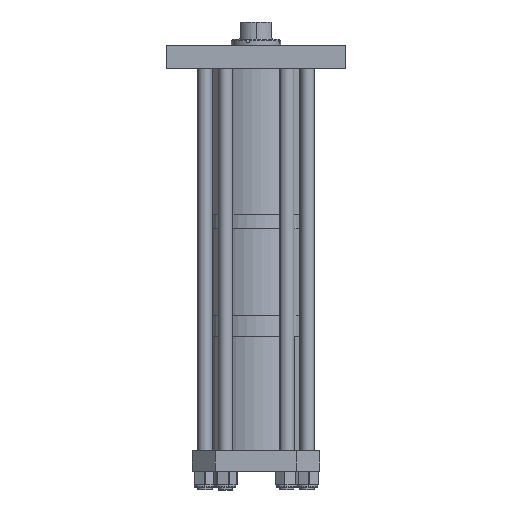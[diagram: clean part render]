
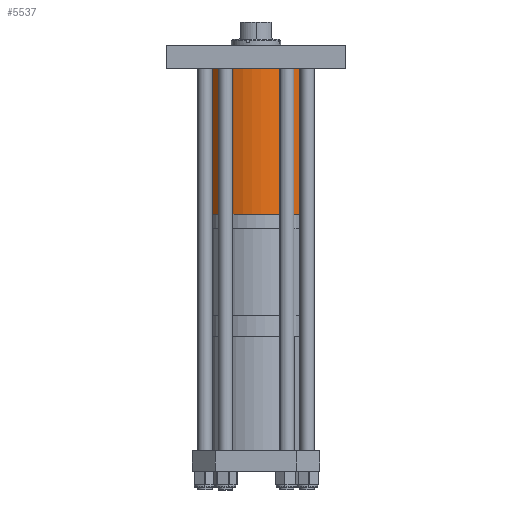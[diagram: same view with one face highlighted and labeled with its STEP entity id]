
A CAD part, front view. The second image highlights one B-rep face of the part: STEP entity #5537.
In plain terms, the highlighted cylindrical face has radius 114.3 mm (diameter 228.6 mm), a partial arc.
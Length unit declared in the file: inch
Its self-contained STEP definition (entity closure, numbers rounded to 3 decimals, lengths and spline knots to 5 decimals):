
#100 = ORIENTED_EDGE ( 'NONE', *, *, #10080, .T. ) ;
#104 = CARTESIAN_POINT ( 'NONE',  ( -4.5, 0., 12.55 ) ) ;
#155 = EDGE_CURVE ( 'NONE', #6777, #6275, #4552, .T. ) ;
#177 = DIRECTION ( 'NONE',  ( 0., 0., -1. ) ) ;
#1764 = AXIS2_PLACEMENT_3D ( 'NONE', #5487, #10078, #10643 ) ;
#2162 = ORIENTED_EDGE ( 'NONE', *, *, #6752, .F. ) ;
#2459 = CARTESIAN_POINT ( 'NONE',  ( -4.5, 0., 0. ) ) ;
#3462 = DIRECTION ( 'NONE',  ( 1., 0., 0. ) ) ;
#3675 = LINE ( 'NONE', #104, #5830 ) ;
#3683 = CIRCLE ( 'NONE', #5348, 4.5 ) ;
#4552 = CIRCLE ( 'NONE', #1764, 4.5 ) ;
#4908 = DIRECTION ( 'NONE',  ( 0., 0., -1. ) ) ;
#5169 = CARTESIAN_POINT ( 'NONE',  ( -4.5, 0., 12.55 ) ) ;
#5348 = AXIS2_PLACEMENT_3D ( 'NONE', #10293, #10629, #3462 ) ;
#5487 = CARTESIAN_POINT ( 'NONE',  ( 0., 0., 0. ) ) ;
#5537 = ADVANCED_FACE ( 'NONE', ( #5855 ), #7871, .T. ) ;
#5757 = CARTESIAN_POINT ( 'NONE',  ( 0., 0., 12.55 ) ) ;
#5830 = VECTOR ( 'NONE', #177, 39.37008 ) ;
#5855 = FACE_OUTER_BOUND ( 'NONE', #11375, .T. ) ;
#6100 = EDGE_CURVE ( 'NONE', #6137, #6275, #7146, .T. ) ;
#6137 = VERTEX_POINT ( 'NONE', #9437 ) ;
#6275 = VERTEX_POINT ( 'NONE', #9711 ) ;
#6694 = DIRECTION ( 'NONE',  ( -1., 0., 0. ) ) ;
#6733 = DIRECTION ( 'NONE',  ( 0., 0., -1. ) ) ;
#6752 = EDGE_CURVE ( 'NONE', #8744, #6137, #3683, .T. ) ;
#6777 = VERTEX_POINT ( 'NONE', #2459 ) ;
#7146 = LINE ( 'NONE', #7575, #10256 ) ;
#7360 = AXIS2_PLACEMENT_3D ( 'NONE', #5757, #6733, #6694 ) ;
#7575 = CARTESIAN_POINT ( 'NONE',  ( 4.5, 0., 12.55 ) ) ;
#7871 = CYLINDRICAL_SURFACE ( 'NONE', #7360, 4.5 ) ;
#8744 = VERTEX_POINT ( 'NONE', #5169 ) ;
#9437 = CARTESIAN_POINT ( 'NONE',  ( 4.5, 0., 12.55 ) ) ;
#9711 = CARTESIAN_POINT ( 'NONE',  ( 4.5, 0., 0. ) ) ;
#10078 = DIRECTION ( 'NONE',  ( 0., 0., 1. ) ) ;
#10080 = EDGE_CURVE ( 'NONE', #8744, #6777, #3675, .T. ) ;
#10256 = VECTOR ( 'NONE', #4908, 39.37008 ) ;
#10293 = CARTESIAN_POINT ( 'NONE',  ( 0., 0., 12.55 ) ) ;
#10629 = DIRECTION ( 'NONE',  ( 0., 0., 1. ) ) ;
#10643 = DIRECTION ( 'NONE',  ( 1., 0., 0. ) ) ;
#10778 = ORIENTED_EDGE ( 'NONE', *, *, #155, .T. ) ;
#10945 = ORIENTED_EDGE ( 'NONE', *, *, #6100, .F. ) ;
#11375 = EDGE_LOOP ( 'NONE', ( #10945, #2162, #100, #10778 ) ) ;
